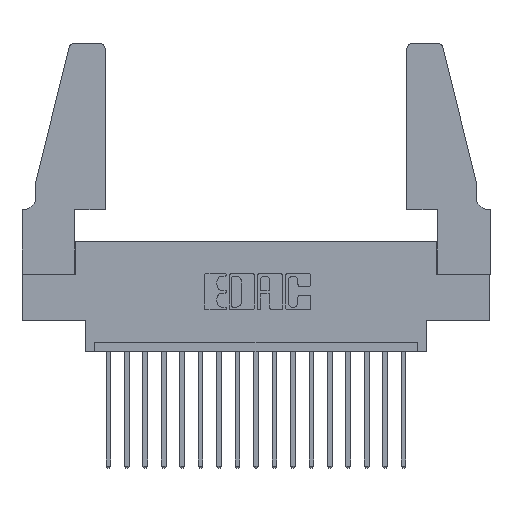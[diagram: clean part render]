
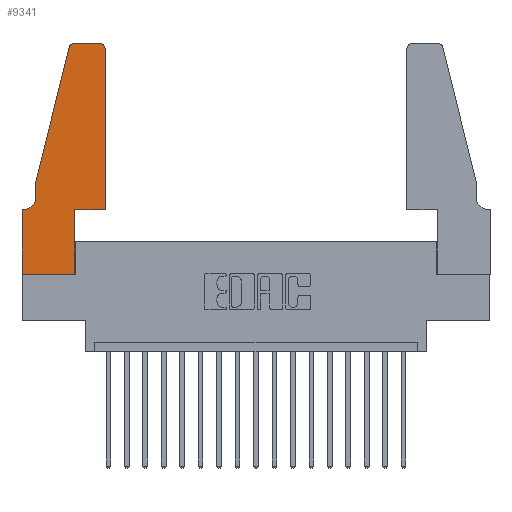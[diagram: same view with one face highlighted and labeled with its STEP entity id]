
A CAD part, top view. The second image highlights one B-rep face of the part: STEP entity #9341.
In plain terms, the highlighted planar face has unit normal (0, 0, 1).
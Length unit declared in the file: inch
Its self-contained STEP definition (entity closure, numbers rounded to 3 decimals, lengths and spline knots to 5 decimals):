
#278 = EDGE_CURVE ( 'NONE', #14654, #10288, #4540, .T. ) ;
#632 = DIRECTION ( 'NONE',  ( 0., 1., 0. ) ) ;
#679 = AXIS2_PLACEMENT_3D ( 'NONE', #2986, #15959, #11659 ) ;
#1155 = CARTESIAN_POINT ( 'NONE',  ( 0.4205, 1.25, 0.37 ) ) ;
#1239 = VERTEX_POINT ( 'NONE', #5439 ) ;
#1529 = EDGE_CURVE ( 'NONE', #12073, #2009, #16244, .T. ) ;
#1608 = CARTESIAN_POINT ( 'NONE',  ( 0., 0., 0.37 ) ) ;
#1664 = VECTOR ( 'NONE', #12183, 39.37008 ) ;
#1675 = LINE ( 'NONE', #14516, #10824 ) ;
#1698 = PLANE ( 'NONE',  #14512 ) ;
#1716 = VERTEX_POINT ( 'NONE', #15629 ) ;
#1826 = ORIENTED_EDGE ( 'NONE', *, *, #16999, .T. ) ;
#1888 = DIRECTION ( 'NONE',  ( 0., 0., 1. ) ) ;
#1956 = CARTESIAN_POINT ( 'NONE',  ( 0.2605, 1.25, 0.37 ) ) ;
#2009 = VERTEX_POINT ( 'NONE', #12062 ) ;
#2023 = ORIENTED_EDGE ( 'NONE', *, *, #6931, .T. ) ;
#2099 = VERTEX_POINT ( 'NONE', #17942 ) ;
#2100 = FACE_OUTER_BOUND ( 'NONE', #7540, .T. ) ;
#2986 = CARTESIAN_POINT ( 'NONE',  ( 0.284, 1.22, 0.37 ) ) ;
#3026 = CARTESIAN_POINT ( 'NONE',  ( 0.2865, 0., 0.37 ) ) ;
#3496 = EDGE_CURVE ( 'NONE', #10288, #2099, #1675, .T. ) ;
#3500 = VECTOR ( 'NONE', #6926, 39.37008 ) ;
#3591 = VECTOR ( 'NONE', #17537, 39.37008 ) ;
#3611 = CIRCLE ( 'NONE', #679, 0.03 ) ;
#4540 = LINE ( 'NONE', #14935, #1664 ) ;
#4546 = CARTESIAN_POINT ( 'NONE',  ( 0., 0.35, 0.37 ) ) ;
#4856 = ORIENTED_EDGE ( 'NONE', *, *, #17554, .T. ) ;
#4895 = ORIENTED_EDGE ( 'NONE', *, *, #17108, .T. ) ;
#5042 = VECTOR ( 'NONE', #6115, 39.37008 ) ;
#5294 = AXIS2_PLACEMENT_3D ( 'NONE', #17943, #8010, #18009 ) ;
#5439 = CARTESIAN_POINT ( 'NONE',  ( 0., 0.35, 0.37 ) ) ;
#5541 = CARTESIAN_POINT ( 'NONE',  ( 0.0755, 0.5, 0.37 ) ) ;
#5730 = DIRECTION ( 'NONE',  ( -0.239, -0.971, 0. ) ) ;
#5798 = DIRECTION ( 'NONE',  ( 1., 0., 0. ) ) ;
#5888 = DIRECTION ( 'NONE',  ( 1., 0., 0. ) ) ;
#6115 = DIRECTION ( 'NONE',  ( -1., 0., 0. ) ) ;
#6926 = DIRECTION ( 'NONE',  ( 0., -1., 0. ) ) ;
#6931 = EDGE_CURVE ( 'NONE', #12092, #15569, #16036, .T. ) ;
#6959 = LINE ( 'NONE', #16100, #11907 ) ;
#7031 = ORIENTED_EDGE ( 'NONE', *, *, #3496, .T. ) ;
#7262 = AXIS2_PLACEMENT_3D ( 'NONE', #10677, #10844, #12298 ) ;
#7470 = DIRECTION ( 'NONE',  ( 1., 0., 0. ) ) ;
#7540 = EDGE_LOOP ( 'NONE', ( #9491, #12800, #2023, #1826, #9309, #15402, #8596, #4856, #16477, #7031, #4895, #15000 ) ) ;
#7649 = DIRECTION ( 'NONE',  ( 0., -1., 0. ) ) ;
#7873 = CARTESIAN_POINT ( 'NONE',  ( 0.0755, 0.42, 0.37 ) ) ;
#8010 = DIRECTION ( 'NONE',  ( 0., 0., 1. ) ) ;
#8105 = CARTESIAN_POINT ( 'NONE',  ( 0.25487, 1.22718, 0.37 ) ) ;
#8255 = EDGE_CURVE ( 'NONE', #1239, #1716, #15344, .T. ) ;
#8487 = LINE ( 'NONE', #1608, #17005 ) ;
#8596 = ORIENTED_EDGE ( 'NONE', *, *, #8255, .T. ) ;
#9309 = ORIENTED_EDGE ( 'NONE', *, *, #9471, .T. ) ;
#9341 = ADVANCED_FACE ( 'NONE', ( #2100 ), #1698, .T. ) ;
#9471 = EDGE_CURVE ( 'NONE', #15984, #10380, #10810, .T. ) ;
#9491 = ORIENTED_EDGE ( 'NONE', *, *, #1529, .T. ) ;
#10106 = VECTOR ( 'NONE', #7649, 39.37008 ) ;
#10288 = VERTEX_POINT ( 'NONE', #13883 ) ;
#10380 = VERTEX_POINT ( 'NONE', #11631 ) ;
#10677 = CARTESIAN_POINT ( 'NONE',  ( 0.0055, 0.42, 0.37 ) ) ;
#10810 = CIRCLE ( 'NONE', #7262, 0.07 ) ;
#10824 = VECTOR ( 'NONE', #5798, 39.37008 ) ;
#10844 = DIRECTION ( 'NONE',  ( 0., 0., -1. ) ) ;
#11024 = EDGE_CURVE ( 'NONE', #10380, #1239, #12801, .T. ) ;
#11499 = CARTESIAN_POINT ( 'NONE',  ( 0.4505, 1.22, 0.37 ) ) ;
#11631 = CARTESIAN_POINT ( 'NONE',  ( 0.0055, 0.35, 0.37 ) ) ;
#11659 = DIRECTION ( 'NONE',  ( 1., 0., 0. ) ) ;
#11683 = CARTESIAN_POINT ( 'NONE',  ( 0.0755, 0.5, 0.37 ) ) ;
#11907 = VECTOR ( 'NONE', #632, 39.37008 ) ;
#12062 = CARTESIAN_POINT ( 'NONE',  ( 0.284, 1.25, 0.37 ) ) ;
#12073 = VERTEX_POINT ( 'NONE', #1155 ) ;
#12092 = VERTEX_POINT ( 'NONE', #8105 ) ;
#12183 = DIRECTION ( 'NONE',  ( 0., 1., 0. ) ) ;
#12298 = DIRECTION ( 'NONE',  ( -1., 0., 0. ) ) ;
#12478 = VECTOR ( 'NONE', #5730, 39.37008 ) ;
#12800 = ORIENTED_EDGE ( 'NONE', *, *, #17539, .T. ) ;
#12801 = LINE ( 'NONE', #16111, #3591 ) ;
#13323 = CIRCLE ( 'NONE', #5294, 0.03 ) ;
#13883 = CARTESIAN_POINT ( 'NONE',  ( 0.2865, 0.35, 0.37 ) ) ;
#14512 = AXIS2_PLACEMENT_3D ( 'NONE', #4546, #1888, #7470 ) ;
#14516 = CARTESIAN_POINT ( 'NONE',  ( 0.4505, 0.35, 0.37 ) ) ;
#14654 = VERTEX_POINT ( 'NONE', #3026 ) ;
#14935 = CARTESIAN_POINT ( 'NONE',  ( 0.2865, 0.35, 0.37 ) ) ;
#15000 = ORIENTED_EDGE ( 'NONE', *, *, #15425, .T. ) ;
#15317 = CARTESIAN_POINT ( 'NONE',  ( 0., 0., 0.37 ) ) ;
#15344 = LINE ( 'NONE', #15317, #3500 ) ;
#15346 = CARTESIAN_POINT ( 'NONE',  ( 0.0755, 0.5, 0.37 ) ) ;
#15402 = ORIENTED_EDGE ( 'NONE', *, *, #11024, .T. ) ;
#15425 = EDGE_CURVE ( 'NONE', #16994, #12073, #13323, .T. ) ;
#15569 = VERTEX_POINT ( 'NONE', #15346 ) ;
#15629 = CARTESIAN_POINT ( 'NONE',  ( 0., 0., 0.37 ) ) ;
#15959 = DIRECTION ( 'NONE',  ( 0., 0., 1. ) ) ;
#15984 = VERTEX_POINT ( 'NONE', #7873 ) ;
#16036 = LINE ( 'NONE', #5541, #12478 ) ;
#16100 = CARTESIAN_POINT ( 'NONE',  ( 0.4505, 0.35, 0.37 ) ) ;
#16111 = CARTESIAN_POINT ( 'NONE',  ( 0.0755, 0.35, 0.37 ) ) ;
#16244 = LINE ( 'NONE', #1956, #5042 ) ;
#16477 = ORIENTED_EDGE ( 'NONE', *, *, #278, .T. ) ;
#16994 = VERTEX_POINT ( 'NONE', #11499 ) ;
#16999 = EDGE_CURVE ( 'NONE', #15569, #15984, #18116, .T. ) ;
#17005 = VECTOR ( 'NONE', #5888, 39.37008 ) ;
#17108 = EDGE_CURVE ( 'NONE', #2099, #16994, #6959, .T. ) ;
#17537 = DIRECTION ( 'NONE',  ( -1., 0., 0. ) ) ;
#17539 = EDGE_CURVE ( 'NONE', #2009, #12092, #3611, .T. ) ;
#17554 = EDGE_CURVE ( 'NONE', #1716, #14654, #8487, .T. ) ;
#17942 = CARTESIAN_POINT ( 'NONE',  ( 0.4505, 0.35, 0.37 ) ) ;
#17943 = CARTESIAN_POINT ( 'NONE',  ( 0.4205, 1.22, 0.37 ) ) ;
#18009 = DIRECTION ( 'NONE',  ( 1., 0., 0. ) ) ;
#18116 = LINE ( 'NONE', #11683, #10106 ) ;
